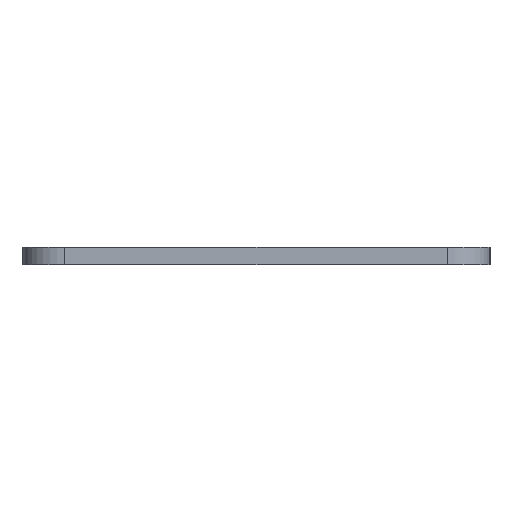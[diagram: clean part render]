
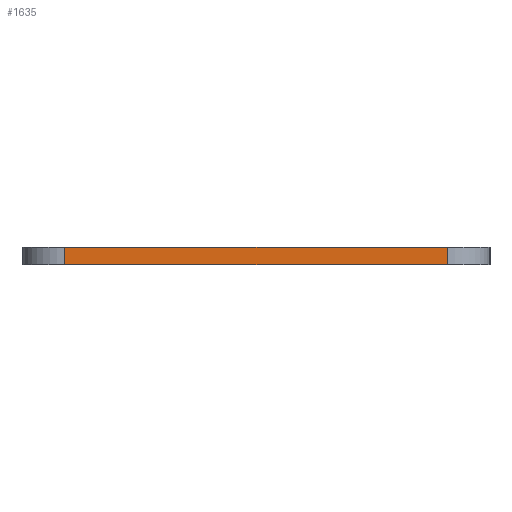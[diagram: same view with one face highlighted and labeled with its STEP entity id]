
A CAD part, left-side view. The second image highlights one B-rep face of the part: STEP entity #1635.
In plain terms, the highlighted planar face has unit normal (-1, 0, 0).
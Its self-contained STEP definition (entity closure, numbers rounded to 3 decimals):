
#50=PLANE('',#1778);
#121=FACE_OUTER_BOUND('',#204,.T.);
#204=EDGE_LOOP('',(#1270,#1271,#1272,#1273));
#351=LINE('',#2629,#524);
#352=LINE('',#2632,#525);
#353=LINE('',#2634,#526);
#354=LINE('',#2635,#527);
#524=VECTOR('',#2141,10.);
#525=VECTOR('',#2144,10.);
#526=VECTOR('',#2145,10.);
#527=VECTOR('',#2146,10.);
#761=VERTEX_POINT('',#2625);
#762=VERTEX_POINT('',#2627);
#763=VERTEX_POINT('',#2631);
#764=VERTEX_POINT('',#2633);
#975=EDGE_CURVE('',#761,#762,#351,.T.);
#976=EDGE_CURVE('',#763,#761,#352,.T.);
#977=EDGE_CURVE('',#764,#762,#353,.T.);
#978=EDGE_CURVE('',#763,#764,#354,.T.);
#1270=ORIENTED_EDGE('',*,*,#976,.T.);
#1271=ORIENTED_EDGE('',*,*,#975,.T.);
#1272=ORIENTED_EDGE('',*,*,#977,.F.);
#1273=ORIENTED_EDGE('',*,*,#978,.F.);
#1635=ADVANCED_FACE('',(#121),#50,.T.);
#1778=AXIS2_PLACEMENT_3D('',#2630,#2142,#2143);
#2141=DIRECTION('',(0.,0.,1.));
#2142=DIRECTION('center_axis',(-1.,0.,0.));
#2143=DIRECTION('ref_axis',(0.,-1.,0.));
#2144=DIRECTION('',(0.,-1.,0.));
#2145=DIRECTION('',(0.,-1.,0.));
#2146=DIRECTION('',(0.,0.,1.));
#2625=CARTESIAN_POINT('',(-146.5,4.,0.));
#2627=CARTESIAN_POINT('',(-146.5,4.,1.6));
#2629=CARTESIAN_POINT('',(-146.5,4.,0.));
#2630=CARTESIAN_POINT('Origin',(-146.5,39.719,0.));
#2631=CARTESIAN_POINT('',(-146.5,39.719,0.));
#2632=CARTESIAN_POINT('',(-146.5,39.719,0.));
#2633=CARTESIAN_POINT('',(-146.5,39.719,1.6));
#2634=CARTESIAN_POINT('',(-146.5,39.719,1.6));
#2635=CARTESIAN_POINT('',(-146.5,39.719,0.));
